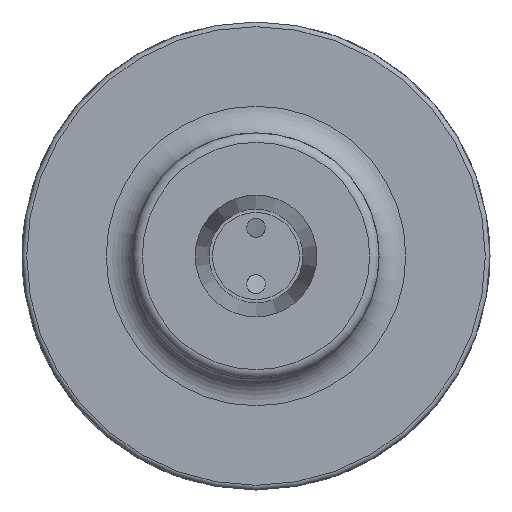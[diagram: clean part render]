
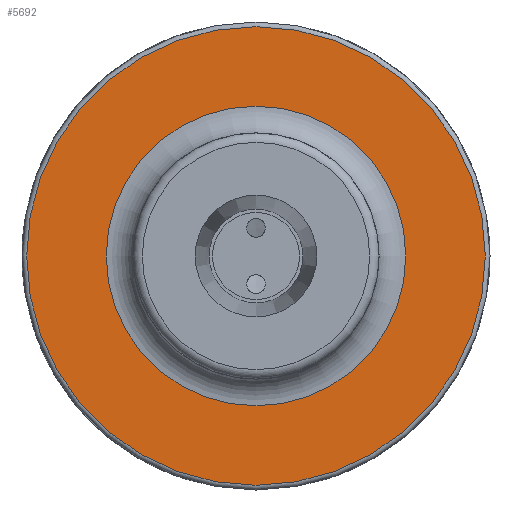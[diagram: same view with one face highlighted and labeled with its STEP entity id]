
A CAD part, left-side view. The second image highlights one B-rep face of the part: STEP entity #5692.
In plain terms, the highlighted planar face has unit normal (-1, 0, 0).
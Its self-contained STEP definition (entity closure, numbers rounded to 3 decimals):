
#5590=CARTESIAN_POINT('',(-20.0,24.5,0.));
#5591=VERTEX_POINT('',#5590);
#5592=CARTESIAN_POINT('',(-20.0,0.0,0.0));
#5593=DIRECTION('',(1.0,0.0,0.0));
#5594=DIRECTION('',(0.0,-1.0,0.0));
#5595=AXIS2_PLACEMENT_3D('',#5592,#5593,#5594);
#5596=CIRCLE('',#5595,24.5);
#5597=EDGE_CURVE('',#5591,#5591,#5596,.T.);
#5673=CARTESIAN_POINT('',(-20.0,25.0,0.0));
#5674=DIRECTION('',(-1.0,0.0,0.0));
#5675=DIRECTION('',(0.0,0.0,1.0));
#5676=AXIS2_PLACEMENT_3D('',#5673,#5674,#5675);
#5677=PLANE('',#5676);
#5678=ORIENTED_EDGE('',*,*,#5597,.F.);
#5679=EDGE_LOOP('',(#5678));
#5680=FACE_OUTER_BOUND('',#5679,.T.);
#5681=CARTESIAN_POINT('',(-20.,0.0,16.));
#5682=VERTEX_POINT('',#5681);
#5683=CARTESIAN_POINT('',(-20.0,0.0,0.));
#5684=DIRECTION('',(-1.0,0.0,0.0));
#5685=DIRECTION('',(0.0,0.0,1.0));
#5686=AXIS2_PLACEMENT_3D('',#5683,#5684,#5685);
#5687=CIRCLE('',#5686,16.);
#5688=EDGE_CURVE('',#5682,#5682,#5687,.T.);
#5689=ORIENTED_EDGE('',*,*,#5688,.F.);
#5690=EDGE_LOOP('',(#5689));
#5691=FACE_BOUND('',#5690,.T.);
#5692=ADVANCED_FACE('',(#5680,#5691),#5677,.T.);
